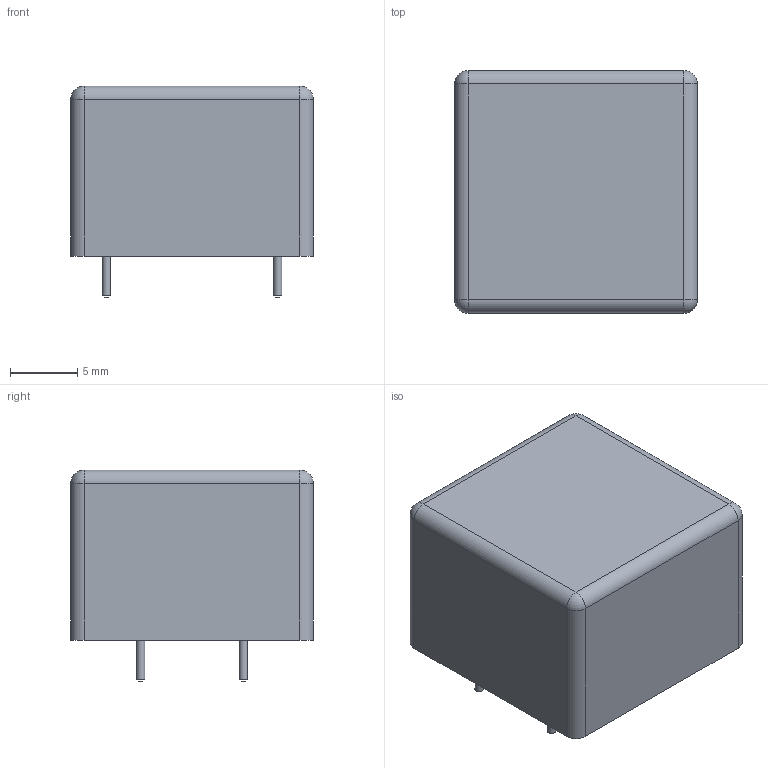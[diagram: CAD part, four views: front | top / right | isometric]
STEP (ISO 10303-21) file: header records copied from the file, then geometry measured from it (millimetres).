
FILE_DESCRIPTION(/* description */ ('model of Transformer_NF_ETAL_1-1_P1200'),/* implementation_level */ '2;1');
FILE_NAME(/* name */ 'Transformer_NF_ETAL_1-1_P1200.step',/* time_stamp */ '2018-11-13T17:43:11',/* author */ ('kicad StepUp','ksu'),/* organization */ ('FreeCAD'),/* preprocessor_version */ 'OCC',/* originating_system */ 'kicad StepUp',/* authorisation */ '');
FILE_SCHEMA(('AUTOMOTIVE_DESIGN { 1 0 10303 214 1 1 1 1 }'));
Length unit declared in the file: millimetre
Products named in the file (3): ASSEMBLY; Transformer_NF_ETAL_1_1_P1201; Transformer_NF_ETAL_1_1_P1200
Assembly tree (2 placements, depth 2):
  ASSEMBLY
    Transformer_NF_ETAL_1_1_P1201
    Transformer_NF_ETAL_1_1_P1200
Bounding box: 18 x 18 x 15.7 mm (x, y, z)
Volume: 4062.3 mm3; surface area: 1536.8 mm2
Topology: 5 solids, 5 shells, 34 faces, 60 edges, 32 vertices
Faces by surface type: plane 14, cylinder 12, revolution 4, sphere 4
Full cylindrical faces by diameter (mm): 0.623 x4
Entity records: 616 total; most frequent: ORIENTED_EDGE 90, CARTESIAN_POINT 89, AXIS2_PLACEMENT_3D 58, EDGE_CURVE 56, ADVANCED_FACE 34, FACE_BOUND 34, EDGE_LOOP 34, VERTEX_POINT 32
